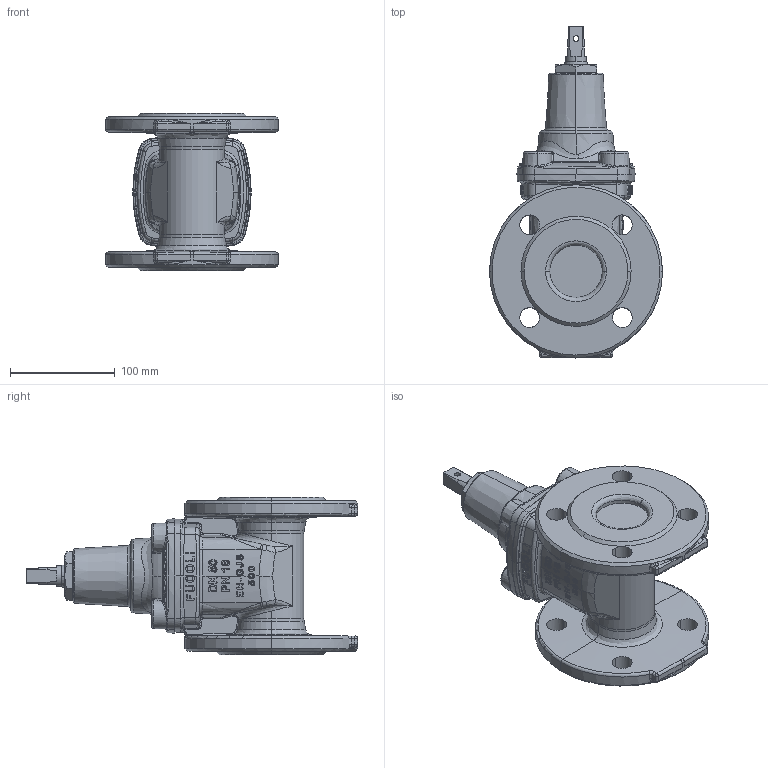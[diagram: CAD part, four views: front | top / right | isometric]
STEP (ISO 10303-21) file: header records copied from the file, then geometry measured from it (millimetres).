
FILE_DESCRIPTION (( 'STEP AP214' ), '1' );
FILE_NAME ('VCE FL S14 DN50 PN10-16 MOD 3000.STEP', '2014-09-29T14:33:38', ( '' ), ( '' ), 'SwSTEP 2.0', 'SolidWorks 2014', '' );
FILE_SCHEMA (( 'AUTOMOTIVE_DESIGN' ));
Length unit declared in the file: millimetre
Products named in the file (1): VCE FL S14 DN50 PN10-16 MOD 3000
Bounding box: 165 x 316.5 x 150 mm (x, y, z)
Volume: 1969490 mm3; surface area: 184147.7 mm2
Topology: 1 solids, 1 shells, 1620 faces, 4252 edges, 2698 vertices
Faces by surface type: bspline 1103, plane 282, cylinder 164, cone 65, torus 6
Entity records: 126952 total; most frequent: CARTESIAN_POINT 96319, ORIENTED_EDGE 8456, EDGE_CURVE 4228, DIRECTION 2868, VERTEX_POINT 2698, B_SPLINE_CURVE_WITH_KNOTS 2642, EDGE_LOOP 1728, ADVANCED_FACE 1620
